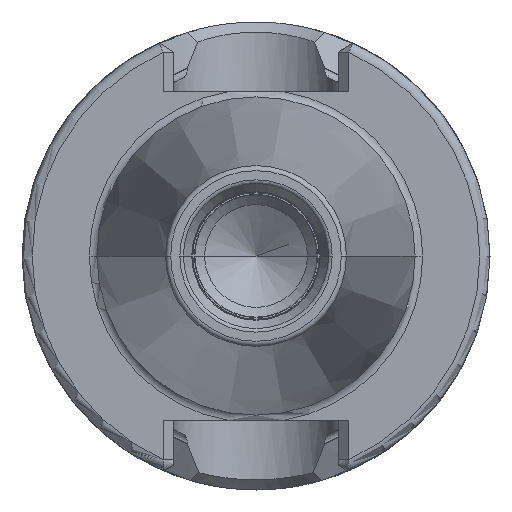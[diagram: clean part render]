
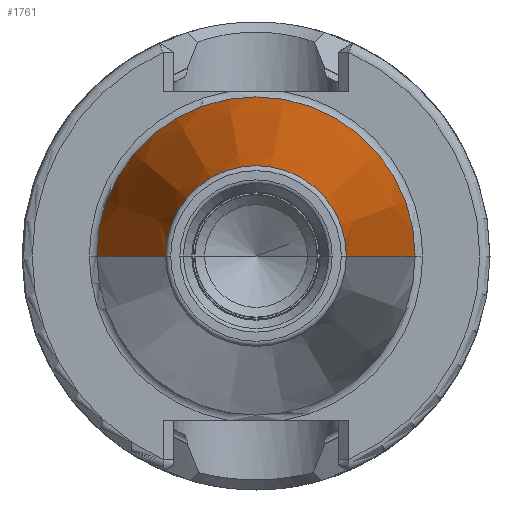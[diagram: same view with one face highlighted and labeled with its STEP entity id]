
A CAD part, left-side view. The second image highlights one B-rep face of the part: STEP entity #1761.
In plain terms, the highlighted conical face has half-angle 8.298 degrees and reference radius 12.258 mm.
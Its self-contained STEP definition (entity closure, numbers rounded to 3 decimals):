
#37=CARTESIAN_POINT('',(-47.972,0.,0.));
#38=DIRECTION('',(1.,0.,0.));
#39=DIRECTION('',(0.,1.,0.));
#40=AXIS2_PLACEMENT_3D('',#37,#38,#39);
#42=CARTESIAN_POINT('',(-1.629,0.,0.));
#43=DIRECTION('',(1.,0.,0.));
#44=DIRECTION('',(0.,1.,0.));
#45=AXIS2_PLACEMENT_3D('',#42,#43,#44);
#47=DIRECTION('',(-0.99,-0.144,0.));
#48=VECTOR('',#47,46.833);
#49=CARTESIAN_POINT('',(-1.629,15.637,0.));
#50=LINE('',#49,#48);
#51=DIRECTION('',(-0.99,0.144,0.));
#52=VECTOR('',#51,46.833);
#53=CARTESIAN_POINT('',(-1.629,-15.637,0.));
#54=LINE('',#53,#52);
#1402=CARTESIAN_POINT('',(-47.972,8.878,0.));
#1404=VERTEX_POINT('',#1402);
#1406=CARTESIAN_POINT('',(-47.972,-8.878,0.));
#1408=VERTEX_POINT('',#1406);
#1617=CARTESIAN_POINT('',(-1.629,15.637,0.));
#1618=VERTEX_POINT('',#1617);
#1619=CARTESIAN_POINT('',(-1.629,-15.637,0.));
#1620=VERTEX_POINT('',#1619);
#1747=CARTESIAN_POINT('',(-24.801,0.,0.));
#1748=DIRECTION('',(1.,0.,0.));
#1749=DIRECTION('',(0.,-1.,0.));
#1750=AXIS2_PLACEMENT_3D('',#1747,#1748,#1749);
#1751=CONICAL_SURFACE('',#1750,12.258,8.298);
#1753=ORIENTED_EDGE('',*,*,#1752,.F.);
#1755=ORIENTED_EDGE('',*,*,#1754,.T.);
#1757=ORIENTED_EDGE('',*,*,#1756,.T.);
#1758=ORIENTED_EDGE('',*,*,#1740,.F.);
#1759=EDGE_LOOP('',(#1753,#1755,#1757,#1758));
#1760=FACE_OUTER_BOUND('',#1759,.F.);
#1761=ADVANCED_FACE('',(#1760),#1751,.T.);
#41=CIRCLE('',#40,8.878);
#46=CIRCLE('',#45,15.637);
#1740=EDGE_CURVE('',#1404,#1408,#41,.T.);
#1752=EDGE_CURVE('',#1618,#1404,#50,.T.);
#1754=EDGE_CURVE('',#1618,#1620,#46,.T.);
#1756=EDGE_CURVE('',#1620,#1408,#54,.T.);
